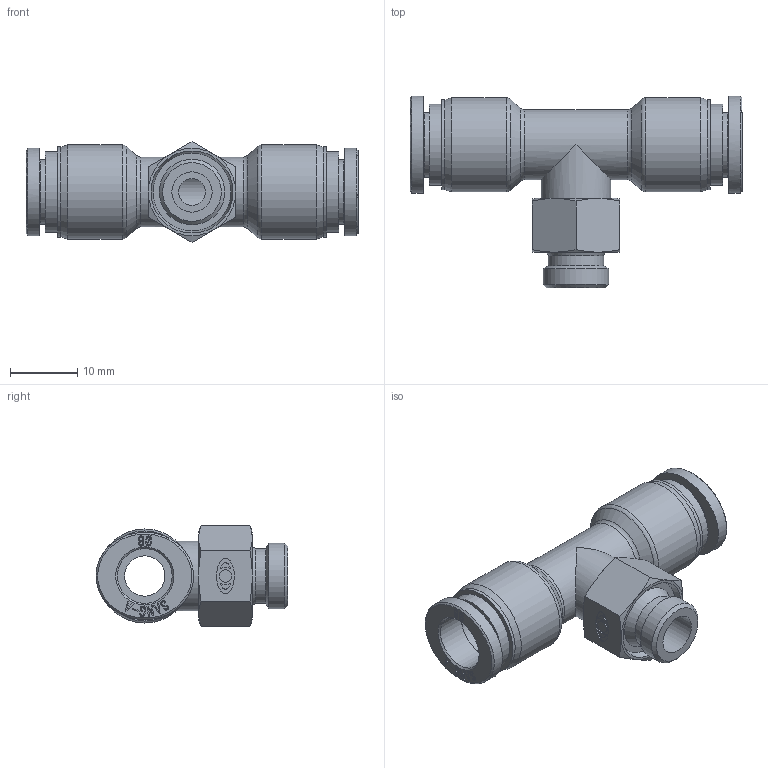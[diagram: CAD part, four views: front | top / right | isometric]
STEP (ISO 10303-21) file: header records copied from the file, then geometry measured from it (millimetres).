
FILE_DESCRIPTION((''),'2;1');
FILE_NAME('F-PT 08G01.stp','2020-11-24T18:42:13',('Administrator'),(''),'Autodesk Inventor 2013','Autodesk Inventor 2013','');
FILE_SCHEMA(('CONFIG_CONTROL_DESIGN'));
Length unit declared in the file: millimetre
Products named in the file (4): 조립품21; F-PT 0801 BODY; F-SLEEVE 08(SUS); F-BODY G01(SUS) 
Assembly tree (4 placements, depth 2):
  조립품21
    F-PT 0801 BODY
    F-SLEEVE 08(SUS)  x2
    F-BODY G01(SUS) 
Bounding box: 49.4 x 28.55 x 15.01 mm (x, y, z)
Volume: 5072.3 mm3; surface area: 5149.2 mm2
Topology: 4 solids, 4 shells, 486 faces, 1266 edges, 835 vertices
Faces by surface type: bspline 225, plane 211, cone 24, cylinder 22, torus 4
Full cylindrical faces by diameter (mm): 1.841 x1, 4 x1, 6 x2, 8.15 x2, 8.2 x3, 9.6 x2, 9.728 x1, 10.4 x2, 12 x2, 13.4 x2, 14 x2
Entity records: 9645 total; most frequent: CARTESIAN_POINT 3044, ORIENTED_EDGE 1524, DIRECTION 900, EDGE_CURVE 762, VERTEX_POINT 520, VECTOR 402, LINE 402, EDGE_LOOP 384
